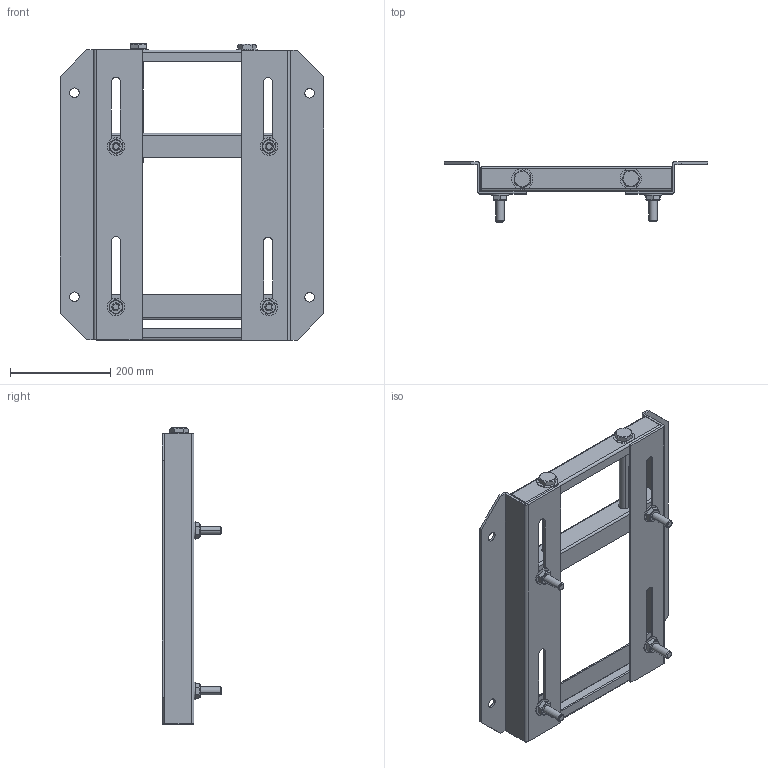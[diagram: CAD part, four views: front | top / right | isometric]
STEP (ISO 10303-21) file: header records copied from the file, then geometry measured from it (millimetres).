
FILE_DESCRIPTION (( 'STEP AP214' ), '1' );
FILE_NAME ('W326T.STEP', '2021-05-04T20:19:04', ( '' ), ( '' ), 'SwSTEP 2.0', 'SolidWorks 2017', '' );
FILE_SCHEMA (( 'AUTOMOTIVE_DESIGN' ));
Length unit declared in the file: inch
Products named in the file (1): W326T
Bounding box: 525.5 x 119.3 x 590.78 mm (x, y, z)
Volume: 1849595.7 mm3; surface area: 871163 mm2
Topology: 26 solids, 26 shells, 410 faces, 1016 edges, 664 vertices
Faces by surface type: plane 224, cylinder 110, cone 76
Entity records: 18813 total; most frequent: CARTESIAN_POINT 3231, DIRECTION 2038, ORIENTED_EDGE 2032, EDGE_CURVE 1016, AXIS2_PLACEMENT_3D 743, VERTEX_POINT 664, LINE 552, VECTOR 552
